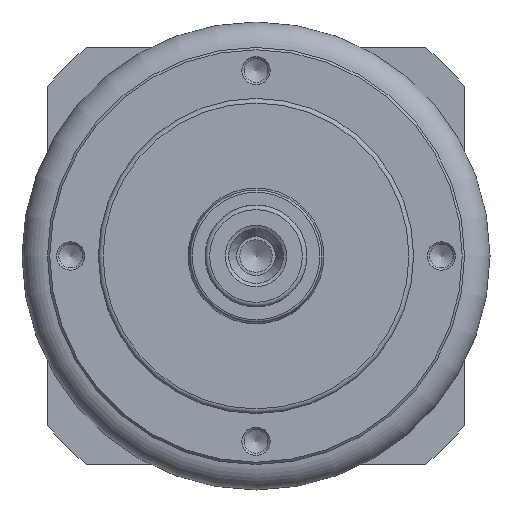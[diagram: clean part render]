
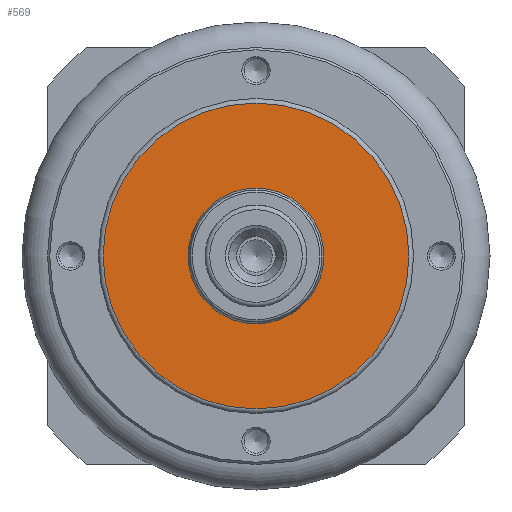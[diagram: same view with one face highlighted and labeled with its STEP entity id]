
A CAD part, left-side view. The second image highlights one B-rep face of the part: STEP entity #569.
In plain terms, the highlighted planar face has unit normal (-1, 0, 0).
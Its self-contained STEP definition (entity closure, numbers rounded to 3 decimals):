
#442=PLANE('',#2723);
#569=ADVANCED_FACE('',(#822,#823),#442,.T.);
#822=FACE_BOUND('',#1045,.T.);
#823=FACE_BOUND('',#1046,.T.);
#1045=EDGE_LOOP('',(#1333));
#1046=EDGE_LOOP('',(#1334));
#1333=ORIENTED_EDGE('',*,*,#2212,.T.);
#1334=ORIENTED_EDGE('',*,*,#2213,.F.);
#1959=VERTEX_POINT('',#3986);
#1960=VERTEX_POINT('',#3989);
#2212=EDGE_CURVE('',#1959,#1959,#2527,.T.);
#2213=EDGE_CURVE('',#1960,#1960,#2528,.T.);
#2527=CIRCLE('',#2720,14.652);
#2528=CIRCLE('',#2722,33.);
#2720=AXIS2_PLACEMENT_3D('',#3985,#3105,#3106);
#2722=AXIS2_PLACEMENT_3D('',#3988,#3109,#3110);
#2723=AXIS2_PLACEMENT_3D('',#3990,#3111,#3112);
#3105=DIRECTION('',(1.,0.,0.));
#3106=DIRECTION('',(0.,0.,-1.));
#3109=DIRECTION('',(1.,0.,0.));
#3110=DIRECTION('',(0.,0.,-1.));
#3111=DIRECTION('',(-1.,0.,0.));
#3112=DIRECTION('',(0.,0.,1.));
#3985=CARTESIAN_POINT('',(37.5,0.,0.));
#3986=CARTESIAN_POINT('',(37.5,0.,-14.652));
#3988=CARTESIAN_POINT('',(37.5,0.,0.));
#3989=CARTESIAN_POINT('',(37.5,0.,-33.));
#3990=CARTESIAN_POINT('',(37.5,-33.,0.));
